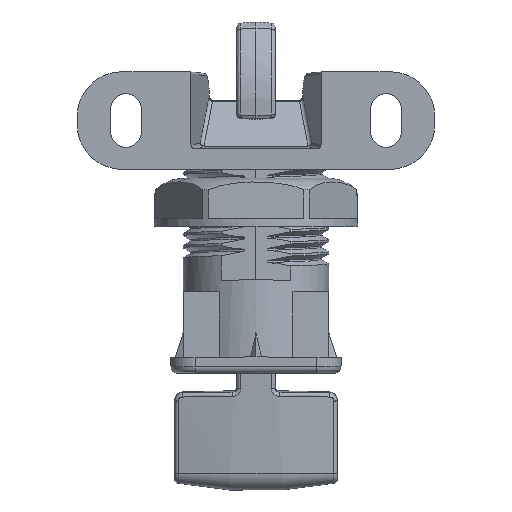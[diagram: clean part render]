
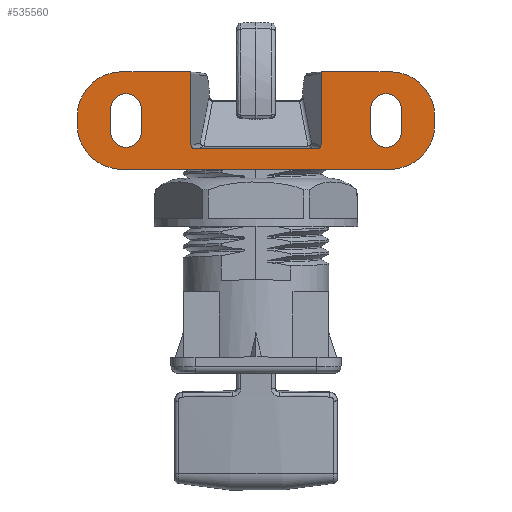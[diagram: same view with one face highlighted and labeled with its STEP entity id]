
A CAD part, front view. The second image highlights one B-rep face of the part: STEP entity #535560.
In plain terms, the highlighted planar face has unit normal (0, -1, 0).
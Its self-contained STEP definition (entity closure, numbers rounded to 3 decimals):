
#531720=CARTESIAN_POINT('',(8.495,-22.01,
28.121));
#531730=VERTEX_POINT('',#531720);
#531780=CARTESIAN_POINT('',(0.,-22.01,
28.121));
#531790=DIRECTION('',(-1.,0.,0.));
#531800=VECTOR('',#531790,1.);
#531810=LINE('',#531780,#531800);
#531820=CARTESIAN_POINT('',(-6.495,-22.01,
28.121));
#531830=VERTEX_POINT('',#531820);
#531840=EDGE_CURVE('',#531730,#531830,#531810,.T.);
#532520=CARTESIAN_POINT('',(-15.501,-22.01,
25.621));
#532530=VERTEX_POINT('',#532520);
#532580=CARTESIAN_POINT('',(0.,-22.01,
25.621));
#532590=DIRECTION('',(1.,0.,0.));
#532600=VECTOR('',#532590,1.);
#532610=LINE('',#532580,#532600);
#532620=CARTESIAN_POINT('',(17.501,-22.01,
25.621));
#532630=VERTEX_POINT('',#532620);
#532640=EDGE_CURVE('',#532530,#532630,#532610,.T.);
#533590=CARTESIAN_POINT('',(10.,-22.01,25.621));
#533600=DIRECTION('',(0.,-1.,0.));
#533610=DIRECTION('',(0.,0.,1.));
#533620=AXIS2_PLACEMENT_3D('',#533590,#533600,#533610);
#533630=PLANE('',#533620);
#533640=CARTESIAN_POINT('',(-15.,-22.01,33.021));
#533650=DIRECTION('',(0.,1.,0.));
#533660=DIRECTION('',(1.,0.,0.));
#533670=AXIS2_PLACEMENT_3D('',#533640,#533650,#533660);
#533680=CIRCLE('',#533670,1.9);
#533690=CARTESIAN_POINT('',(-16.9,-22.01,33.021));
#533700=VERTEX_POINT('',#533690);
#533710=CARTESIAN_POINT('',(-13.1,-22.01,33.021));
#533720=VERTEX_POINT('',#533710);
#533730=EDGE_CURVE('',#533700,#533720,#533680,.T.);
#533740=ORIENTED_EDGE('',*,*,#533730,.T.);
#533750=CARTESIAN_POINT('',(-16.9,-22.01,29.525));
#533760=DIRECTION('',(0.,0.,1.));
#533770=VECTOR('',#533760,1.);
#533780=LINE('',#533750,#533770);
#533790=CARTESIAN_POINT('',(-16.9,-22.01,30.221));
#533800=VERTEX_POINT('',#533790);
#533810=EDGE_CURVE('',#533800,#533700,#533780,.T.);
#533820=ORIENTED_EDGE('',*,*,#533810,.T.);
#533830=CARTESIAN_POINT('',(-15.,-22.01,30.221));
#533840=DIRECTION('',(0.,1.,0.));
#533850=DIRECTION('',(1.,0.,0.));
#533860=AXIS2_PLACEMENT_3D('',#533830,#533840,#533850);
#533870=CIRCLE('',#533860,1.9);
#533880=CARTESIAN_POINT('',(-13.1,-22.01,30.221));
#533890=VERTEX_POINT('',#533880);
#533900=EDGE_CURVE('',#533890,#533800,#533870,.T.);
#533910=ORIENTED_EDGE('',*,*,#533900,.T.);
#533920=CARTESIAN_POINT('',(-13.1,-22.01,29.525));
#533930=DIRECTION('',(0.,0.,-1.));
#533940=VECTOR('',#533930,1.);
#533950=LINE('',#533920,#533940);
#533960=EDGE_CURVE('',#533720,#533890,#533950,.T.);
#533970=ORIENTED_EDGE('',*,*,#533960,.T.);
#533980=EDGE_LOOP('',(#533970,#533910,#533820,#533740));
#533990=FACE_BOUND('',#533980,.T.);
#534000=CARTESIAN_POINT('',(8.492,-22.01,
28.621));
#534010=DIRECTION('',(0.,1.,0.));
#534020=DIRECTION('',(0.981,0.,-0.194));
#534030=AXIS2_PLACEMENT_3D('',#534000,#534010,#534020);
#534040=ELLIPSE('',#534030,0.508,0.5);
#534050=CARTESIAN_POINT('',(9.,-22.01,28.618));
#534060=VERTEX_POINT('',#534050);
#534070=EDGE_CURVE('',#534060,#531730,#534040,.T.);
#534080=ORIENTED_EDGE('',*,*,#534070,.T.);
#534090=CARTESIAN_POINT('',(9.,-22.01,29.525));
#534100=DIRECTION('',(0.,0.,1.));
#534110=VECTOR('',#534100,1.);
#534120=LINE('',#534090,#534110);
#534130=CARTESIAN_POINT('',(9.,-22.01,37.32));
#534140=VERTEX_POINT('',#534130);
#534150=EDGE_CURVE('',#534060,#534140,#534120,.T.);
#534160=ORIENTED_EDGE('',*,*,#534150,.F.);
#534170=CARTESIAN_POINT('',(9.305,-22.01,
37.321));
#534180=DIRECTION('',(0.,1.,0.));
#534190=DIRECTION('',(0.995,0.,0.099));
#534200=AXIS2_PLACEMENT_3D('',#534170,#534180,#534190);
#534210=ELLIPSE('',#534200,0.305,0.3);
#534220=CARTESIAN_POINT('',(9.306,-22.01,
37.621));
#534230=VERTEX_POINT('',#534220);
#534240=EDGE_CURVE('',#534140,#534230,#534210,.T.);
#534250=ORIENTED_EDGE('',*,*,#534240,.F.);
#534260=CARTESIAN_POINT('',(2.,-22.01,37.621));
#534270=DIRECTION('',(1.,0.,0.));
#534280=VECTOR('',#534270,1.);
#534290=LINE('',#534260,#534280);
#534300=CARTESIAN_POINT('',(17.501,-22.01,
37.621));
#534310=VERTEX_POINT('',#534300);
#534320=EDGE_CURVE('',#534230,#534310,#534290,.T.);
#534330=ORIENTED_EDGE('',*,*,#534320,.F.);
#534340=CARTESIAN_POINT('',(17.499,-22.01,
32.12));
#534350=DIRECTION('',(0.,1.,0.));
#534360=DIRECTION('',(0.707,0.,0.707));
#534370=AXIS2_PLACEMENT_3D('',#534340,#534350,#534360);
#534380=ELLIPSE('',#534370,5.502,5.5);
#534390=CARTESIAN_POINT('',(23.,-22.01,32.122));
#534400=VERTEX_POINT('',#534390);
#534410=EDGE_CURVE('',#534310,#534400,#534380,.T.);
#534420=ORIENTED_EDGE('',*,*,#534410,.F.);
#534430=CARTESIAN_POINT('',(23.,-22.01,29.525));
#534440=DIRECTION('',(0.,0.,-1.));
#534450=VECTOR('',#534440,1.);
#534460=LINE('',#534430,#534450);
#534470=CARTESIAN_POINT('',(23.,-22.01,31.12));
#534480=VERTEX_POINT('',#534470);
#534490=EDGE_CURVE('',#534400,#534480,#534460,.T.);
#534500=ORIENTED_EDGE('',*,*,#534490,.F.);
#534510=CARTESIAN_POINT('',(17.499,-22.01,
31.122));
#534520=DIRECTION('',(0.,1.,0.));
#534530=DIRECTION('',(-0.707,0.,0.707));
#534540=AXIS2_PLACEMENT_3D('',#534510,#534520,#534530);
#534550=ELLIPSE('',#534540,5.502,5.5);
#534560=EDGE_CURVE('',#534480,#532630,#534550,.T.);
#534570=ORIENTED_EDGE('',*,*,#534560,.F.);
#534580=ORIENTED_EDGE('',*,*,#532640,.T.);
#534590=CARTESIAN_POINT('',(-15.499,-22.01,
31.122));
#534600=DIRECTION('',(0.,-1.,0.));
#534610=DIRECTION('',(0.707,0.,0.707));
#534620=AXIS2_PLACEMENT_3D('',#534590,#534600,#534610);
#534630=ELLIPSE('',#534620,5.502,5.5);
#534640=CARTESIAN_POINT('',(-21.,-22.01,31.12));
#534650=VERTEX_POINT('',#534640);
#534660=EDGE_CURVE('',#534650,#532530,#534630,.T.);
#534670=ORIENTED_EDGE('',*,*,#534660,.T.);
#534680=CARTESIAN_POINT('',(-21.,-22.01,29.525));
#534690=DIRECTION('',(0.,0.,-1.));
#534700=VECTOR('',#534690,1.);
#534710=LINE('',#534680,#534700);
#534720=CARTESIAN_POINT('',(-21.,-22.01,32.122));
#534730=VERTEX_POINT('',#534720);
#534740=EDGE_CURVE('',#534730,#534650,#534710,.T.);
#534750=ORIENTED_EDGE('',*,*,#534740,.T.);
#534760=CARTESIAN_POINT('',(-15.499,-22.01,
32.12));
#534770=DIRECTION('',(0.,-1.,0.));
#534780=DIRECTION('',(-0.707,0.,0.707));
#534790=AXIS2_PLACEMENT_3D('',#534760,#534770,#534780);
#534800=ELLIPSE('',#534790,5.502,5.5);
#534810=CARTESIAN_POINT('',(-15.501,-22.01,
37.621));
#534820=VERTEX_POINT('',#534810);
#534830=EDGE_CURVE('',#534820,#534730,#534800,.T.);
#534840=ORIENTED_EDGE('',*,*,#534830,.T.);
#534850=CARTESIAN_POINT('',(0.,-22.01,
37.621));
#534860=DIRECTION('',(-1.,0.,0.));
#534870=VECTOR('',#534860,1.);
#534880=LINE('',#534850,#534870);
#534890=CARTESIAN_POINT('',(-7.306,-22.01,
37.621));
#534900=VERTEX_POINT('',#534890);
#534910=EDGE_CURVE('',#534900,#534820,#534880,.T.);
#534920=ORIENTED_EDGE('',*,*,#534910,.T.);
#534930=CARTESIAN_POINT('',(-7.305,-22.01,
37.321));
#534940=DIRECTION('',(0.,-1.,0.));
#534950=DIRECTION('',(-0.995,0.,0.099));
#534960=AXIS2_PLACEMENT_3D('',#534930,#534940,#534950);
#534970=ELLIPSE('',#534960,0.305,0.3);
#534980=CARTESIAN_POINT('',(-7.,-22.01,37.32));
#534990=VERTEX_POINT('',#534980);
#535000=EDGE_CURVE('',#534990,#534900,#534970,.T.);
#535010=ORIENTED_EDGE('',*,*,#535000,.T.);
#535020=CARTESIAN_POINT('',(-7.,-22.01,29.525));
#535030=DIRECTION('',(0.,0.,1.));
#535040=VECTOR('',#535030,1.);
#535050=LINE('',#535020,#535040);
#535060=CARTESIAN_POINT('',(-7.,-22.01,28.618));
#535070=VERTEX_POINT('',#535060);
#535080=EDGE_CURVE('',#535070,#534990,#535050,.T.);
#535090=ORIENTED_EDGE('',*,*,#535080,.T.);
#535100=CARTESIAN_POINT('',(-6.492,-22.01,
28.621));
#535110=DIRECTION('',(0.,-1.,0.));
#535120=DIRECTION('',(-0.981,0.,-0.194));
#535130=AXIS2_PLACEMENT_3D('',#535100,#535110,#535120);
#535140=ELLIPSE('',#535130,0.508,0.5);
#535150=EDGE_CURVE('',#535070,#531830,#535140,.T.);
#535160=ORIENTED_EDGE('',*,*,#535150,.F.);
#535170=ORIENTED_EDGE('',*,*,#531840,.T.);
#535180=EDGE_LOOP('',(#535170,#535160,#535090,#535010,#534920,#534840,
#534750,#534670,#534580,#534570,#534500,#534420,#534330,#534250,#534160,
#534080));
#535190=FACE_OUTER_BOUND('',#535180,.T.);
#535200=CARTESIAN_POINT('',(15.1,-22.01,29.525));
#535210=DIRECTION('',(0.,0.,-1.));
#535220=VECTOR('',#535210,1.);
#535230=LINE('',#535200,#535220);
#535240=CARTESIAN_POINT('',(15.1,-22.01,33.021));
#535250=VERTEX_POINT('',#535240);
#535260=CARTESIAN_POINT('',(15.1,-22.01,30.221));
#535270=VERTEX_POINT('',#535260);
#535280=EDGE_CURVE('',#535250,#535270,#535230,.T.);
#535290=ORIENTED_EDGE('',*,*,#535280,.F.);
#535300=CARTESIAN_POINT('',(17.,-22.01,30.221));
#535310=DIRECTION('',(0.,-1.,0.));
#535320=DIRECTION('',(-1.,0.,0.));
#535330=AXIS2_PLACEMENT_3D('',#535300,#535310,#535320);
#535340=CIRCLE('',#535330,1.9);
#535350=CARTESIAN_POINT('',(18.9,-22.01,30.221));
#535360=VERTEX_POINT('',#535350);
#535370=EDGE_CURVE('',#535270,#535360,#535340,.T.);
#535380=ORIENTED_EDGE('',*,*,#535370,.F.);
#535390=CARTESIAN_POINT('',(18.9,-22.01,29.525));
#535400=DIRECTION('',(0.,0.,1.));
#535410=VECTOR('',#535400,1.);
#535420=LINE('',#535390,#535410);
#535430=CARTESIAN_POINT('',(18.9,-22.01,33.021));
#535440=VERTEX_POINT('',#535430);
#535450=EDGE_CURVE('',#535360,#535440,#535420,.T.);
#535460=ORIENTED_EDGE('',*,*,#535450,.F.);
#535470=CARTESIAN_POINT('',(17.,-22.01,33.021));
#535480=DIRECTION('',(0.,-1.,0.));
#535490=DIRECTION('',(-1.,0.,0.));
#535500=AXIS2_PLACEMENT_3D('',#535470,#535480,#535490);
#535510=CIRCLE('',#535500,1.9);
#535520=EDGE_CURVE('',#535440,#535250,#535510,.T.);
#535530=ORIENTED_EDGE('',*,*,#535520,.F.);
#535540=EDGE_LOOP('',(#535530,#535460,#535380,#535290));
#535550=FACE_BOUND('',#535540,.T.);
#535560=ADVANCED_FACE('',(#533990,#535190,#535550),#533630,.T.);
